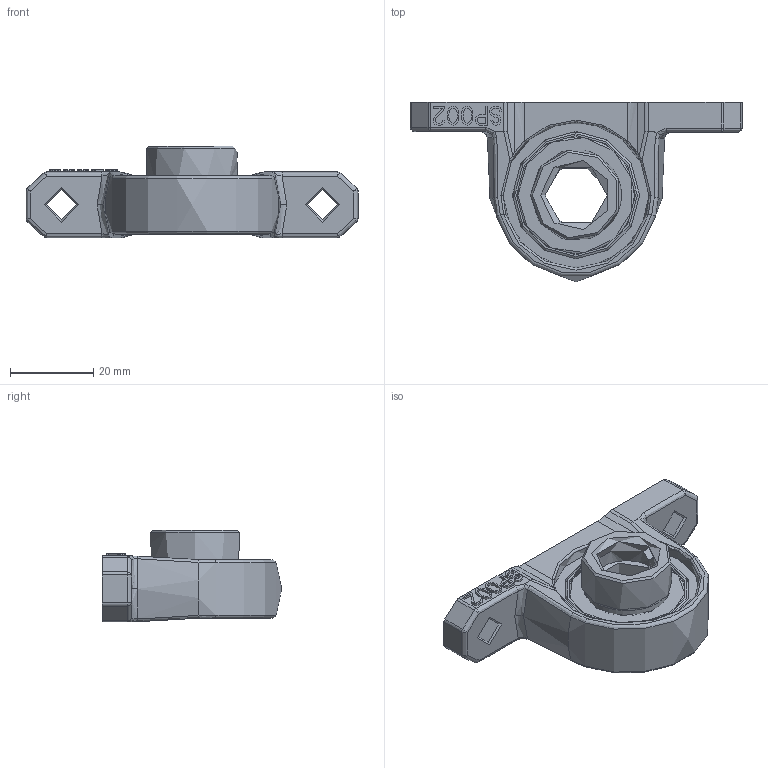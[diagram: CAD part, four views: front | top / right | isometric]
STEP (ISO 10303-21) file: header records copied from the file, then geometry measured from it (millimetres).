
FILE_DESCRIPTION(/* description */ (''),/* implementation_level */ '2;1');
FILE_NAME(/* name */ 'MUFL002.stp',/* time_stamp */ '2016-02-03T15:18:51+01:00',/* author */ ('fje'),/* organization */ (''),/* preprocessor_version */ 'ST-DEVELOPER v15.2',/* originating_system */ 'Autodesk Inventor 2014',/* authorisation */ '');
FILE_SCHEMA (('AUTOMOTIVE_DESIGN { 1 0 10303 214 3 1 1 }'));
Length unit declared in the file: millimetre
Products named in the file (1): MUFL002
Bounding box: 79.6 x 43 x 22 mm (x, y, z)
Volume: 20149.6 mm3; surface area: 11029.4 mm2
Topology: 2 solids, 2 shells, 370 faces, 980 edges, 631 vertices
Faces by surface type: plane 246, bspline 51, cylinder 46, cone 13, sphere 8, torus 6
Full cylindrical faces by diameter (mm): 3.6 x2, 7.2 x2, 15 x2, 18.4 x1, 19.8 x2, 20.4 x2, 21.8 x1, 27.9 x2, 28.5 x2, 35 x2
Entity records: 13925 total; most frequent: CARTESIAN_POINT 4736, ORIENTED_EDGE 1888, DIRECTION 1656, EDGE_CURVE 944, LINE 672, VECTOR 672, VERTEX_POINT 626, AXIS2_PLACEMENT_3D 492
